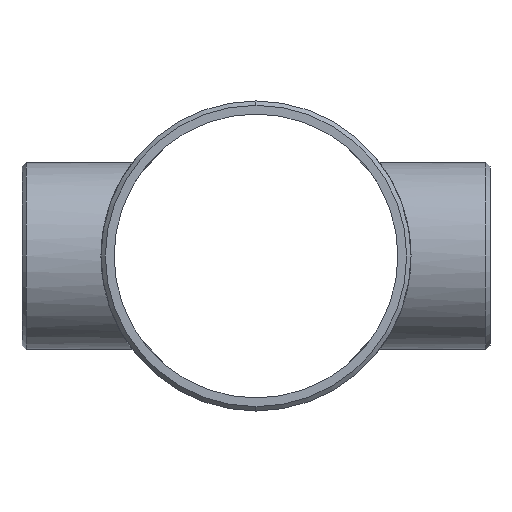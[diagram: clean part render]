
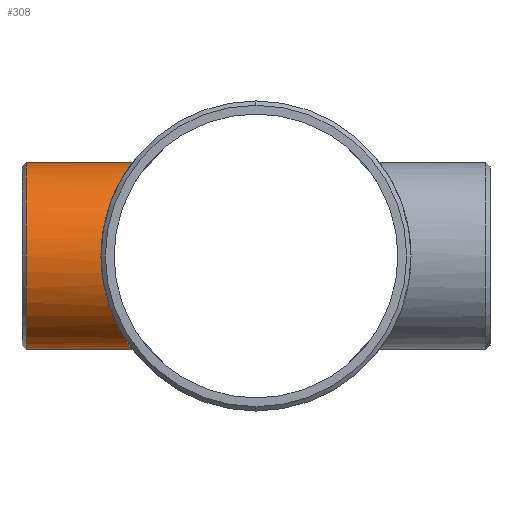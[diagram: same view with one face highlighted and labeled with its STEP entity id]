
A CAD part, left-side view. The second image highlights one B-rep face of the part: STEP entity #308.
In plain terms, the highlighted cylindrical face has radius 50.8 mm (diameter 101.6 mm), a partial arc.
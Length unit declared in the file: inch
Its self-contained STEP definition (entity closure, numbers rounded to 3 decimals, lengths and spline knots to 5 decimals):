
#12 = CARTESIAN_POINT ( 'NONE',  ( -0.13538, 2.64383, 1.9957 ) ) ;
#20 = CARTESIAN_POINT ( 'NONE',  ( -1.36703, 2.97319, 1.46126 ) ) ;
#43 = VERTEX_POINT ( 'NONE', #320 ) ;
#65 = CARTESIAN_POINT ( 'NONE',  ( -0.83611, 2.76919, -1.81801 ) ) ;
#67 = FACE_OUTER_BOUND ( 'NONE', #317, .T. ) ;
#68 = CARTESIAN_POINT ( 'NONE',  ( 0., 2.64058, -2. ) ) ;
#73 = CARTESIAN_POINT ( 'NONE',  ( -1.97342, 3.29651, 0.3317 ) ) ;
#74 = DIRECTION ( 'NONE',  ( 0., -1., 0. ) ) ;
#76 = ORIENTED_EDGE ( 'NONE', *, *, #325, .F. ) ;
#79 = CARTESIAN_POINT ( 'NONE',  ( -0.26873, 2.65111, -1.98629 ) ) ;
#92 = CARTESIAN_POINT ( 'NONE',  ( -2.00006, 3.31254, 0.02999 ) ) ;
#117 = CARTESIAN_POINT ( 'NONE',  ( -0.71814, 2.73589, 1.86774 ) ) ;
#161 = CARTESIAN_POINT ( 'NONE',  ( -1.58127, 3.07779, 1.225 ) ) ;
#176 = CARTESIAN_POINT ( 'NONE',  ( -0.65471, 2.71983, -1.89097 ) ) ;
#184 = CARTESIAN_POINT ( 'NONE',  ( -1.56105, 3.06745, -1.25066 ) ) ;
#266 = DIRECTION ( 'NONE',  ( 0., 0., 1. ) ) ;
#268 = CARTESIAN_POINT ( 'NONE',  ( -1.58109, 3.0777, -1.22523 ) ) ;
#278 = CARTESIAN_POINT ( 'NONE',  ( -1.22323, 2.90847, -1.58756 ) ) ;
#280 = LINE ( 'NONE', #477, #534 ) ;
#285 = CARTESIAN_POINT ( 'NONE',  ( -1.63847, 3.10757, -1.14737 ) ) ;
#299 = CARTESIAN_POINT ( 'NONE',  ( -1.92938, 3.2703, -0.53102 ) ) ;
#306 = CARTESIAN_POINT ( 'NONE',  ( -0.56177, 2.6995, 1.91977 ) ) ;
#308 = ADVANCED_FACE ( 'NONE', ( #67 ), #552, .T. ) ;
#317 = EDGE_LOOP ( 'NONE', ( #76, #992, #797, #1063 ) ) ;
#320 = CARTESIAN_POINT ( 'NONE',  ( 0., 2.64058, 2. ) ) ;
#325 = EDGE_CURVE ( 'NONE', #982, #43, #280, .T. ) ;
#387 = CARTESIAN_POINT ( 'NONE',  ( 0., 2.64058, -2. ) ) ;
#395 = CARTESIAN_POINT ( 'NONE',  ( -1.72967, 3.15604, 1.01246 ) ) ;
#409 = CARTESIAN_POINT ( 'NONE',  ( -1.22104, 2.90889, 1.58529 ) ) ;
#415 = CARTESIAN_POINT ( 'NONE',  ( -1.00959, 2.8253, 1.73123 ) ) ;
#417 = CARTESIAN_POINT ( 'NONE',  ( 0., 5., -2. ) ) ;
#429 = VERTEX_POINT ( 'NONE', #68 ) ;
#453 = EDGE_CURVE ( 'NONE', #1218, #429, #1009, .T. ) ;
#460 = DIRECTION ( 'NONE',  ( 0., -1., 0. ) ) ;
#463 = CARTESIAN_POINT ( 'NONE',  ( 0., 5., 0. ) ) ;
#466 = CARTESIAN_POINT ( 'NONE',  ( -1.93056, 3.271, 0.52666 ) ) ;
#475 = CARTESIAN_POINT ( 'NONE',  ( -0.13598, 2.64058, -2. ) ) ;
#477 = CARTESIAN_POINT ( 'NONE',  ( 0., 5., 2. ) ) ;
#482 = CARTESIAN_POINT ( 'NONE',  ( -1.99926, 3.31205, 0.06401 ) ) ;
#485 = EDGE_CURVE ( 'NONE', #982, #1218, #832, .T. ) ;
#489 = CARTESIAN_POINT ( 'NONE',  ( -1.89038, 3.24748, 0.65388 ) ) ;
#506 = CARTESIAN_POINT ( 'NONE',  ( -1.1692, 2.88744, 1.62391 ) ) ;
#515 = VECTOR ( 'NONE', #585, 39.37008 ) ;
#523 = CARTESIAN_POINT ( 'NONE',  ( -0.43263, 2.67559, 1.95293 ) ) ;
#534 = VECTOR ( 'NONE', #859, 39.37008 ) ;
#552 = CYLINDRICAL_SURFACE ( 'NONE', #925, 2. ) ;
#558 = CARTESIAN_POINT ( 'NONE',  ( -1.56138, 3.06761, 1.25025 ) ) ;
#564 = CARTESIAN_POINT ( 'NONE',  ( -1.06273, 2.84599, -1.69551 ) ) ;
#572 = CARTESIAN_POINT ( 'NONE',  ( -1.32133, 2.95165, -1.50674 ) ) ;
#580 = CARTESIAN_POINT ( 'NONE',  ( -1.85555, 3.22732, 0.74702 ) ) ;
#585 = DIRECTION ( 'NONE',  ( 0., -1., 0. ) ) ;
#586 = CARTESIAN_POINT ( 'NONE',  ( -1.947, 3.28075, 0.4622 ) ) ;
#609 = CARTESIAN_POINT ( 'NONE',  ( -0.65675, 2.72032, 1.89026 ) ) ;
#661 = CARTESIAN_POINT ( 'NONE',  ( -1.86677, 3.23374, -0.72071 ) ) ;
#668 = CARTESIAN_POINT ( 'NONE',  ( -1.0076, 2.82579, -1.72884 ) ) ;
#677 = CARTESIAN_POINT ( 'NONE',  ( -1.98598, 3.30398, -0.27122 ) ) ;
#690 = CARTESIAN_POINT ( 'NONE',  ( -1.61999, 3.09786, 1.17332 ) ) ;
#695 = CARTESIAN_POINT ( 'NONE',  ( -0.46506, 2.68103, 1.94546 ) ) ;
#713 = CARTESIAN_POINT ( 'NONE',  ( -0.16889, 2.64577, 1.99314 ) ) ;
#762 = CARTESIAN_POINT ( 'NONE',  ( -1.50012, 3.03673, 1.3243 ) ) ;
#770 = CARTESIAN_POINT ( 'NONE',  ( -1.94597, 3.28014, -0.46649 ) ) ;
#777 = CARTESIAN_POINT ( 'NONE',  ( -1.99974, 3.31235, -0.13872 ) ) ;
#795 = CARTESIAN_POINT ( 'NONE',  ( -0.52958, 2.69297, 1.9289 ) ) ;
#797 = ORIENTED_EDGE ( 'NONE', *, *, #453, .T. ) ;
#799 = CARTESIAN_POINT ( 'NONE',  ( -1.31984, 2.95172, 1.50403 ) ) ;
#832 = CIRCLE ( 'NONE', #987, 2. ) ;
#850 = CARTESIAN_POINT ( 'NONE',  ( -0.89432, 2.7874, -1.79007 ) ) ;
#854 = CARTESIAN_POINT ( 'NONE',  ( 0., 4.90667, 0. ) ) ;
#856 = CARTESIAN_POINT ( 'NONE',  ( -1.88957, 3.24698, -0.65879 ) ) ;
#859 = DIRECTION ( 'NONE',  ( 0., -1., 0. ) ) ;
#864 = CARTESIAN_POINT ( 'NONE',  ( -1.4565, 3.01537, -1.3721 ) ) ;
#873 = CARTESIAN_POINT ( 'NONE',  ( -1.99595, 3.31005, 0.13172 ) ) ;
#880 = CARTESIAN_POINT ( 'NONE',  ( -1.86763, 3.23429, 0.71628 ) ) ;
#913 = CARTESIAN_POINT ( 'NONE',  ( -0.3348, 2.66094, 1.9729 ) ) ;
#925 = AXIS2_PLACEMENT_3D ( 'NONE', #463, #74, #1156 ) ;
#954 = EDGE_CURVE ( 'NONE', #429, #43, #1014, .T. ) ;
#955 = CARTESIAN_POINT ( 'NONE',  ( -1.72859, 3.15546, -1.01416 ) ) ;
#973 = CARTESIAN_POINT ( 'NONE',  ( -1.99344, 3.30854, 0.16536 ) ) ;
#978 = CARTESIAN_POINT ( 'NONE',  ( 0., 4.90667, -2. ) ) ;
#979 = CARTESIAN_POINT ( 'NONE',  ( -1.90106, 3.25371, 0.62216 ) ) ;
#982 = VERTEX_POINT ( 'NONE', #1189 ) ;
#987 = AXIS2_PLACEMENT_3D ( 'NONE', #854, #460, #266 ) ;
#992 = ORIENTED_EDGE ( 'NONE', *, *, #485, .T. ) ;
#1008 = CARTESIAN_POINT ( 'NONE',  ( 0., 2.64058, 2. ) ) ;
#1009 = LINE ( 'NONE', #417, #515 ) ;
#1014 = B_SPLINE_CURVE_WITH_KNOTS ( 'NONE', 3,
 ( #387, #475, #79, #1059, #1148, #176, #1066, #65, #850, #668, #564, #278, #572, #864, #1053, #184, #268, #1256, #285, #955, #1240, #661, #856, #299, #770, #677, #777, #92, #482, #873, #973, #1170, #73, #586, #466, #979, #489, #880, #580, #1272, #395, #1176, #690, #161, #558, #762, #1015, #20, #799, #409, #506, #415, #1078, #117, #609, #306, #795, #695, #523, #913, #1183, #713, #12, #1085, #1199, #1008 ),
 .UNSPECIFIED., .F., .F.,
 ( 4, 2, 2, 2, 2, 2, 2, 2, 2, 2, 2, 2, 2, 2, 2, 2, 2, 2, 2, 2, 2, 2, 2, 2, 2, 2, 2, 2, 2, 2, 2, 2, 4 ),
 ( 0., 0.01019, 0.01528, 0.02037, 0.02546, 0.03056, 0.04074, 0.04584, 0.04838, 0.05093, 0.06111, 0.06621, 0.0713, 0.08148, 0.08403, 0.08658, 0.09167, 0.09676, 0.09931, 0.10186, 0.11204, 0.11459, 0.11713, 0.12223, 0.12732, 0.13241, 0.1426, 0.14769, 0.15024, 0.15278, 0.15788, 0.16042, 0.16297 ),
 .UNSPECIFIED. ) ;
#1015 = CARTESIAN_POINT ( 'NONE',  ( -1.45716, 3.01569, 1.37139 ) ) ;
#1053 = CARTESIAN_POINT ( 'NONE',  ( -1.49954, 3.03645, -1.32496 ) ) ;
#1059 = CARTESIAN_POINT ( 'NONE',  ( -0.46353, 2.68018, -1.94667 ) ) ;
#1063 = ORIENTED_EDGE ( 'NONE', *, *, #954, .T. ) ;
#1066 = CARTESIAN_POINT ( 'NONE',  ( -0.7163, 2.7354, -1.86846 ) ) ;
#1078 = CARTESIAN_POINT ( 'NONE',  ( -0.89713, 2.78647, 1.79219 ) ) ;
#1085 = CARTESIAN_POINT ( 'NONE',  ( -0.06797, 2.64124, 1.99913 ) ) ;
#1148 = CARTESIAN_POINT ( 'NONE',  ( -0.52775, 2.69209, -1.93026 ) ) ;
#1156 = DIRECTION ( 'NONE',  ( 0., 0., -1. ) ) ;
#1170 = CARTESIAN_POINT ( 'NONE',  ( -1.98342, 3.30251, 0.26566 ) ) ;
#1176 = CARTESIAN_POINT ( 'NONE',  ( -1.63885, 3.10777, 1.14683 ) ) ;
#1183 = CARTESIAN_POINT ( 'NONE',  ( -0.26888, 2.6534, 1.98298 ) ) ;
#1189 = CARTESIAN_POINT ( 'NONE',  ( 0., 4.90667, 2. ) ) ;
#1199 = CARTESIAN_POINT ( 'NONE',  ( -0.03401, 2.64058, 2. ) ) ;
#1218 = VERTEX_POINT ( 'NONE', #978 ) ;
#1240 = CARTESIAN_POINT ( 'NONE',  ( -1.79029, 3.18999, -0.90107 ) ) ;
#1256 = CARTESIAN_POINT ( 'NONE',  ( -1.61979, 3.09776, -1.17359 ) ) ;
#1272 = CARTESIAN_POINT ( 'NONE',  ( -1.79167, 3.19077, 0.89844 ) ) ;
